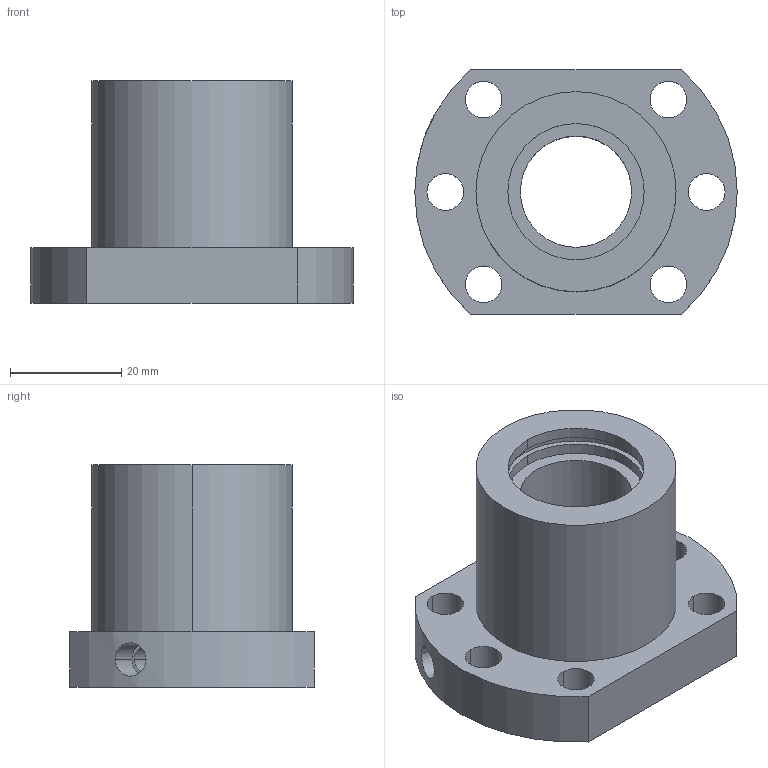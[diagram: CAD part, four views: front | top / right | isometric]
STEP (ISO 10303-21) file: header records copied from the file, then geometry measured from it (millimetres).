
FILE_DESCRIPTION((''),'2;1');
FILE_NAME('R20-5K4-FSC','2011-02-09T',('cstsai'),(''),'PRO/ENGINEER BY PARAMETRIC TECHNOLOGY CORPORATION, 2010280','PRO/ENGINEER BY PARAMETRIC TECHNOLOGY CORPORATION, 2010280','');
FILE_SCHEMA(('CONFIG_CONTROL_DESIGN'));
Length unit declared in the file: millimetre
Products named in the file (1): R20-5K4-FSC
Bounding box: 58 x 44 x 40 mm (x, y, z)
Volume: 36333.7 mm3; surface area: 13165.9 mm2
Topology: 1 solids, 1 shells, 45 faces, 114 edges, 76 vertices
Faces by surface type: cylinder 33, plane 12
Entity records: 1514 total; most frequent: CARTESIAN_POINT 303, DIRECTION 260, ORIENTED_EDGE 228, EDGE_CURVE 114, AXIS2_PLACEMENT_3D 109, VERTEX_POINT 76, EDGE_LOOP 66, CIRCLE 64
